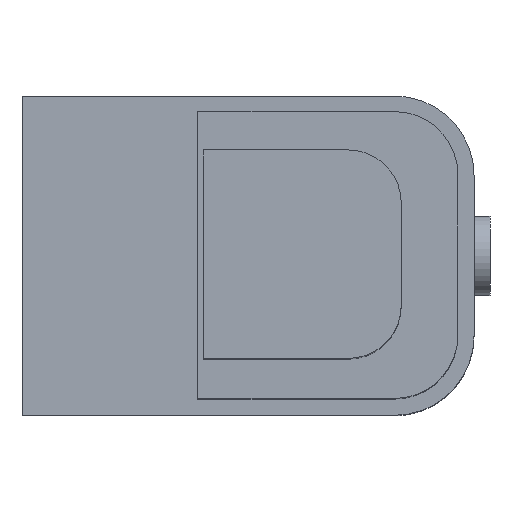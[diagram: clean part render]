
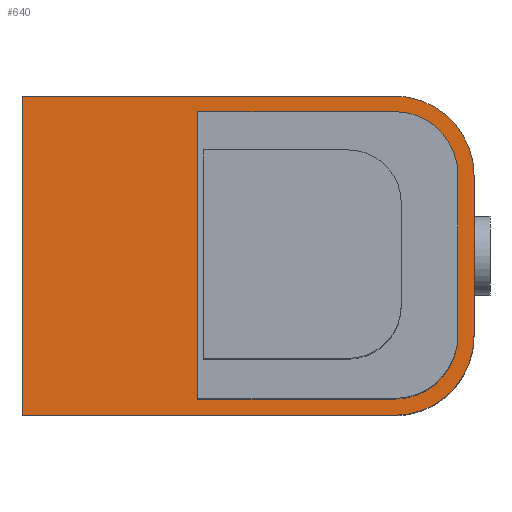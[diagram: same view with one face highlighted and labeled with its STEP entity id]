
A CAD part, top view. The second image highlights one B-rep face of the part: STEP entity #640.
In plain terms, the highlighted planar face has unit normal (0, 0, 1).
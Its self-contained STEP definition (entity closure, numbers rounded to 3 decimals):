
#19=FACE_BOUND('',#137,.T.);
#36=CIRCLE('',#696,11.95);
#38=CIRCLE('',#702,11.95);
#44=CIRCLE('',#718,15.);
#46=CIRCLE('',#722,15.);
#95=FACE_OUTER_BOUND('',#136,.T.);
#136=EDGE_LOOP('',(#555,#556,#557,#558,#559,#560));
#137=EDGE_LOOP('',(#561,#562,#563,#564,#565,#566));
#173=LINE('',#1021,#234);
#176=LINE('',#1027,#237);
#179=LINE('',#1033,#240);
#183=LINE('',#1044,#244);
#189=LINE('',#1066,#250);
#192=LINE('',#1072,#253);
#195=LINE('',#1078,#256);
#199=LINE('',#1090,#260);
#234=VECTOR('',#834,10.);
#237=VECTOR('',#839,10.);
#240=VECTOR('',#844,10.);
#244=VECTOR('',#856,10.);
#250=VECTOR('',#880,10.);
#253=VECTOR('',#885,10.);
#256=VECTOR('',#890,10.);
#260=VECTOR('',#902,10.);
#293=VERTEX_POINT('',#1011);
#294=VERTEX_POINT('',#1012);
#297=VERTEX_POINT('',#1020);
#299=VERTEX_POINT('',#1026);
#301=VERTEX_POINT('',#1032);
#303=VERTEX_POINT('',#1038);
#310=VERTEX_POINT('',#1063);
#311=VERTEX_POINT('',#1065);
#313=VERTEX_POINT('',#1071);
#315=VERTEX_POINT('',#1077);
#317=VERTEX_POINT('',#1083);
#319=VERTEX_POINT('',#1089);
#366=EDGE_CURVE('',#293,#294,#36,.T.);
#370=EDGE_CURVE('',#294,#297,#173,.T.);
#373=EDGE_CURVE('',#297,#299,#176,.T.);
#376=EDGE_CURVE('',#299,#301,#179,.T.);
#379=EDGE_CURVE('',#301,#303,#38,.T.);
#382=EDGE_CURVE('',#303,#293,#183,.T.);
#391=EDGE_CURVE('',#311,#310,#189,.T.);
#394=EDGE_CURVE('',#313,#311,#192,.T.);
#397=EDGE_CURVE('',#315,#313,#195,.T.);
#400=EDGE_CURVE('',#317,#315,#44,.T.);
#403=EDGE_CURVE('',#319,#317,#199,.T.);
#406=EDGE_CURVE('',#310,#319,#46,.T.);
#555=ORIENTED_EDGE('',*,*,#406,.T.);
#556=ORIENTED_EDGE('',*,*,#403,.T.);
#557=ORIENTED_EDGE('',*,*,#400,.T.);
#558=ORIENTED_EDGE('',*,*,#397,.T.);
#559=ORIENTED_EDGE('',*,*,#394,.T.);
#560=ORIENTED_EDGE('',*,*,#391,.T.);
#561=ORIENTED_EDGE('',*,*,#366,.T.);
#562=ORIENTED_EDGE('',*,*,#370,.T.);
#563=ORIENTED_EDGE('',*,*,#373,.T.);
#564=ORIENTED_EDGE('',*,*,#376,.T.);
#565=ORIENTED_EDGE('',*,*,#379,.T.);
#566=ORIENTED_EDGE('',*,*,#382,.T.);
#603=PLANE('',#723);
#640=ADVANCED_FACE('',(#95,#19),#603,.T.);
#696=AXIS2_PLACEMENT_3D('',#1013,#826,#827);
#702=AXIS2_PLACEMENT_3D('',#1039,#849,#850);
#718=AXIS2_PLACEMENT_3D('',#1084,#896,#897);
#722=AXIS2_PLACEMENT_3D('',#1094,#908,#909);
#723=AXIS2_PLACEMENT_3D('',#1095,#910,#911);
#826=DIRECTION('center_axis',(0.,0.,-1.));
#827=DIRECTION('ref_axis',(0.,-1.,0.));
#834=DIRECTION('',(-1.,0.,0.));
#839=DIRECTION('',(0.,1.,0.));
#844=DIRECTION('',(1.,0.,0.));
#849=DIRECTION('center_axis',(0.,0.,-1.));
#850=DIRECTION('ref_axis',(1.,0.,0.));
#856=DIRECTION('',(0.,-1.,0.));
#880=DIRECTION('',(1.,0.,0.));
#885=DIRECTION('',(0.,-1.,0.));
#890=DIRECTION('',(-1.,0.,0.));
#896=DIRECTION('center_axis',(0.,0.,1.));
#897=DIRECTION('ref_axis',(1.,0.,0.));
#902=DIRECTION('',(0.,1.,0.));
#908=DIRECTION('center_axis',(0.,0.,1.));
#909=DIRECTION('ref_axis',(0.,-1.,0.));
#910=DIRECTION('center_axis',(0.,0.,1.));
#911=DIRECTION('ref_axis',(1.,0.,0.));
#1011=CARTESIAN_POINT('',(82.2,15.,70.));
#1012=CARTESIAN_POINT('',(70.25,3.05,70.));
#1013=CARTESIAN_POINT('Origin',(70.25,15.,70.));
#1020=CARTESIAN_POINT('',(33.15,3.05,70.));
#1021=CARTESIAN_POINT('',(37.888,3.05,70.));
#1026=CARTESIAN_POINT('',(33.15,57.15,70.));
#1027=CARTESIAN_POINT('',(33.15,43.625,70.));
#1032=CARTESIAN_POINT('',(70.25,57.15,70.));
#1033=CARTESIAN_POINT('',(56.438,57.15,70.));
#1038=CARTESIAN_POINT('',(82.2,45.2,70.));
#1039=CARTESIAN_POINT('Origin',(70.25,45.2,70.));
#1044=CARTESIAN_POINT('',(82.2,22.55,70.));
#1063=CARTESIAN_POINT('',(70.25,0.,70.));
#1065=CARTESIAN_POINT('',(0.,0.,70.));
#1066=CARTESIAN_POINT('',(0.,0.,70.));
#1071=CARTESIAN_POINT('',(0.,60.2,70.));
#1072=CARTESIAN_POINT('',(0.,60.2,70.));
#1077=CARTESIAN_POINT('',(70.25,60.2,70.));
#1078=CARTESIAN_POINT('',(70.25,60.2,70.));
#1083=CARTESIAN_POINT('',(85.25,45.2,70.));
#1084=CARTESIAN_POINT('Origin',(70.25,45.2,70.));
#1089=CARTESIAN_POINT('',(85.25,15.,70.));
#1090=CARTESIAN_POINT('',(85.25,15.,70.));
#1094=CARTESIAN_POINT('Origin',(70.25,15.,70.));
#1095=CARTESIAN_POINT('Origin',(42.625,30.1,70.));
